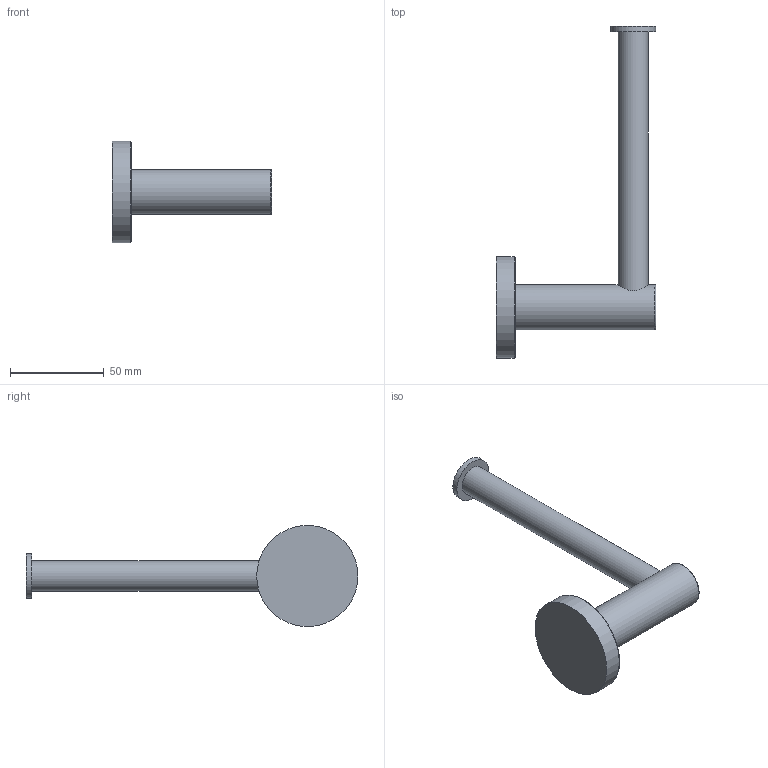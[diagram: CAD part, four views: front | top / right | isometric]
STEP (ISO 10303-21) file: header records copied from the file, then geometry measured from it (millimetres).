
FILE_DESCRIPTION(/* description */ (''),/* implementation_level */ '2;1');
FILE_NAME(/* name */ '3D_TVA151014000_ElementsTender.step',/* time_stamp */ '2022-12-07T16:34:36+01:00',/* author */ (''),/* organization */ (''),/* preprocessor_version */ 'ST-DEVELOPER v19.2',/* originating_system */ 'Autodesk Translation Framework v11.17.0.187',/* authorisation */ '');
FILE_SCHEMA (('AUTOMOTIVE_DESIGN { 1 0 10303 214 3 1 1 }'));
Length unit declared in the file: millimetre
Products named in the file (11): (Nicht gespeichert); 217951000-04; 217951200-01; 217924000-06; GB 78-1985_5*10; 217951200-02; 217951200-03; 217951200-05; GB 862.2-1987_5; GB5783-2000_5*12; GB 78-1985_5*5
Assembly tree (10 placements, depth 2):
  (Nicht gespeichert)
    217951000-04
    217951200-01
    217924000-06
    GB 78-1985_5*10
    217951200-02
    217951200-03
    217951200-05
    GB 862.2-1987_5
    GB5783-2000_5*12
    GB 78-1985_5*5
Bounding box: 85 x 177 x 54 mm (x, y, z)
Volume: 47817.7 mm3; surface area: 35000.5 mm2
Topology: 5 solids, 5 shells, 69 faces, 158 edges, 103 vertices
Faces by surface type: plane 39, cylinder 15, cone 10, torus 5
Full cylindrical faces by diameter (mm): 4.2 x1, 11 x1, 13.5 x1, 14.4 x1, 16 x1, 16.2 x1, 20.5 x1, 22 x1, 24 x2, 54 x1
Entity records: 2373 total; most frequent: CARTESIAN_POINT 418, DIRECTION 410, ORIENTED_EDGE 314, AXIS2_PLACEMENT_3D 166, EDGE_CURVE 157, VERTEX_POINT 103, LINE 78, VECTOR 78
